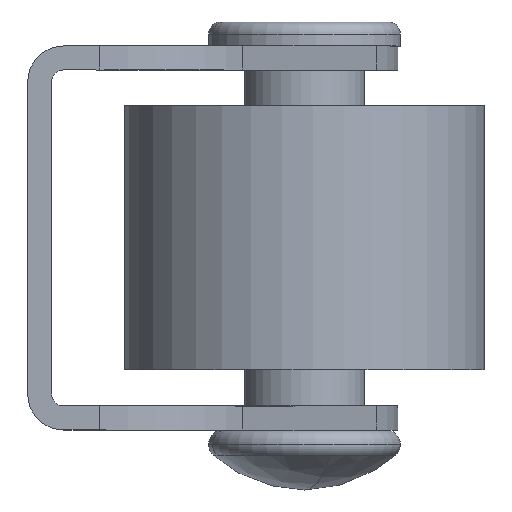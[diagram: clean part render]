
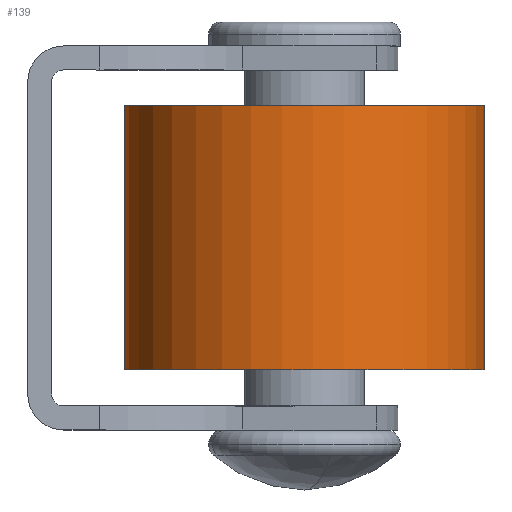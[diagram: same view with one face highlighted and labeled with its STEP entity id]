
A CAD part, left-side view. The second image highlights one B-rep face of the part: STEP entity #139.
In plain terms, the highlighted cylindrical face has radius 7.5 mm (diameter 15 mm), a partial arc.
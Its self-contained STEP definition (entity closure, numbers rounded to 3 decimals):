
#139=ADVANCED_FACE('',(#267),#268,.T.);
#267=FACE_OUTER_BOUND('',#418,.T.);
#268=CYLINDRICAL_SURFACE('',#419,7.5);
#418=EDGE_LOOP('',(#850,#851,#852,#853));
#419=AXIS2_PLACEMENT_3D('',#854,#855,#856);
#850=ORIENTED_EDGE('',*,*,#1081,.F.);
#851=ORIENTED_EDGE('',*,*,#1115,.T.);
#852=ORIENTED_EDGE('',*,*,#1083,.T.);
#853=ORIENTED_EDGE('',*,*,#1114,.F.);
#854=CARTESIAN_POINT('',(0.,-11.529,44.303));
#855=DIRECTION('',(0.0,0.0,-1.0));
#856=DIRECTION('',(0.049,-0.999,0.0));
#1081=EDGE_CURVE('',#1303,#1305,#1306,.T.);
#1083=EDGE_CURVE('',#1302,#1307,#1309,.T.);
#1114=EDGE_CURVE('',#1305,#1307,#1360,.T.);
#1115=EDGE_CURVE('',#1303,#1302,#1361,.T.);
#1302=VERTEX_POINT('',#1627);
#1303=VERTEX_POINT('',#1628);
#1305=VERTEX_POINT('',#1630);
#1306=LINE('',#1631,#1632);
#1307=VERTEX_POINT('',#1633);
#1309=LINE('',#1635,#1636);
#1360=CIRCLE('',#1697,7.5);
#1361=CIRCLE('',#1698,7.5);
#1627=CARTESIAN_POINT('',(0.366,-19.02,-5.5));
#1628=CARTESIAN_POINT('',(-0.366,-4.038,-5.5));
#1630=CARTESIAN_POINT('',(-0.366,-4.038,5.5));
#1631=CARTESIAN_POINT('',(-0.366,-4.038,44.303));
#1632=VECTOR('',#1925,1000.0);
#1633=CARTESIAN_POINT('',(0.366,-19.02,5.5));
#1635=CARTESIAN_POINT('',(0.366,-19.02,44.303));
#1636=VECTOR('',#1929,1000.0);
#1697=AXIS2_PLACEMENT_3D('',#2000,#2001,#2002);
#1698=AXIS2_PLACEMENT_3D('',#2003,#2004,#2005);
#1925=DIRECTION('',(-0.0,0.0,1.0));
#1929=DIRECTION('',(-0.0,0.0,1.0));
#2000=CARTESIAN_POINT('',(0.,-11.529,5.5));
#2001=DIRECTION('',(0.0,0.0,1.0));
#2002=DIRECTION('',(0.049,-0.999,0.0));
#2003=CARTESIAN_POINT('',(0.,-11.529,-5.5));
#2004=DIRECTION('',(0.0,0.0,1.0));
#2005=DIRECTION('',(0.049,-0.999,0.0));
